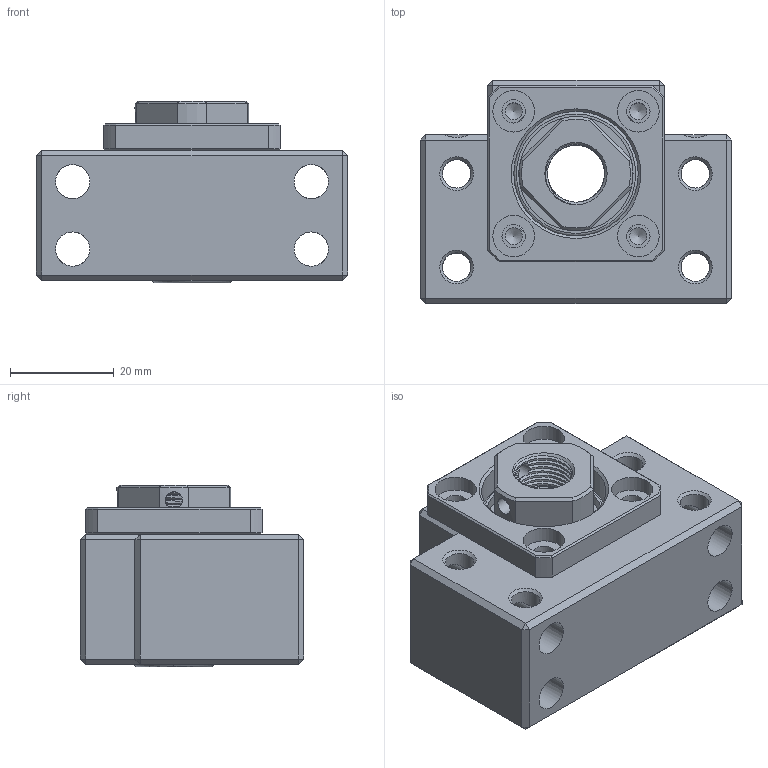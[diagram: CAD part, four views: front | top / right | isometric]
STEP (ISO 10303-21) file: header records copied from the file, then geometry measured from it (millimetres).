
FILE_DESCRIPTION(/* description */ (''),/* implementation_level */ '2;1');
FILE_NAME(/* name */ 'BK12.step',/* time_stamp */ '2024-03-04T18:39:43Z',/* author */ (''),/* organization */ (''),/* preprocessor_version */ 'ST-DEVELOPER v20',/* originating_system */ 'Autodesk Translation Framework v12.20.1.177',/* authorisation */ '');
FILE_SCHEMA (('AUTOMOTIVE_DESIGN { 1 0 10303 214 3 1 1 }'));
Length unit declared in the file: millimetre
Products named in the file (1): BK12(Mirror)
Bounding box: 60 x 43 x 35 mm (x, y, z)
Volume: 48233.3 mm3; surface area: 28623.1 mm2
Topology: 35 solids, 35 shells, 336 faces, 856 edges, 543 vertices
Faces by surface type: plane 103, cylinder 84, torus 62, cone 46, sphere 24, bspline 17
Full cylindrical faces by diameter (mm): 3.3 x6, 4.5 x4, 5.5 x12, 6.6 x4, 8 x4, 11 x8, 12 x4, 15.3 x2, 15.4 x2, 16 x2, 16.5 x1, 17.4 x2, 18 x2, 22 x2, 22.6 x2, 24 x4, 25 x2, 28 x4
Entity records: 14821 total; most frequent: CARTESIAN_POINT 6500, DIRECTION 1725, ORIENTED_EDGE 1608, EDGE_CURVE 804, AXIS2_PLACEMENT_3D 740, VERTEX_POINT 543, CIRCLE 414, EDGE_LOOP 407
